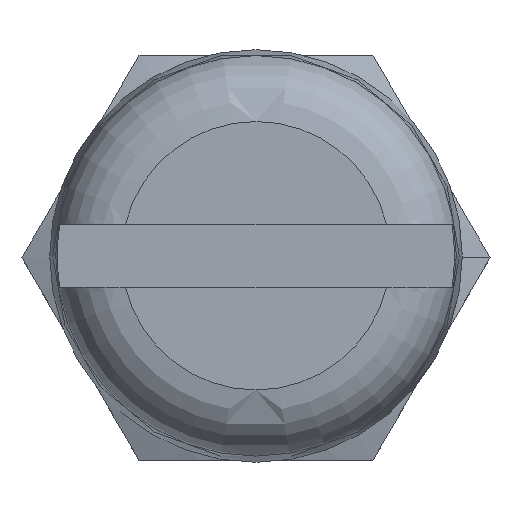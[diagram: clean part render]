
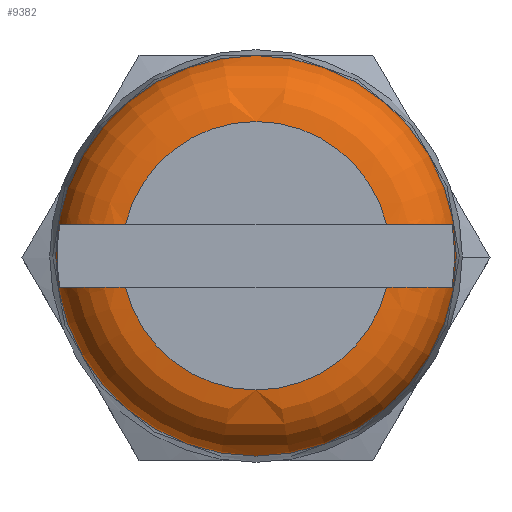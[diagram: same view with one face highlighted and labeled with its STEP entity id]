
A CAD part, top view. The second image highlights one B-rep face of the part: STEP entity #9382.
In plain terms, the highlighted face is a revolution surface.
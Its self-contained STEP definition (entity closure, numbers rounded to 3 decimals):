
#9361 = EDGE_CURVE('',#9362,#9364,#9366,.T.);
#9362 = VERTEX_POINT('',#9363);
#9363 = CARTESIAN_POINT('',(1.77,0.43,13.));
#9364 = VERTEX_POINT('',#9365);
#9365 = CARTESIAN_POINT('',(-1.77,0.43,13.));
#9366 = CIRCLE('',#9367,1.821);
#9367 = AXIS2_PLACEMENT_3D('',#9368,#9369,#9370);
#9368 = CARTESIAN_POINT('',(0.,0.,13.));
#9369 = DIRECTION('',(0.,0.,1.));
#9370 = DIRECTION('',(1.,0.,-0.));
#9382 = ADVANCED_FACE('',(#9383),#9529,.F.);
#9383 = FACE_BOUND('',#9384,.F.);
#9384 = EDGE_LOOP('',(#9385,#9407,#9408,#9430,#9441,#9463,#9472,#9494,
    #9504,#9513,#9520,#9521));
#9385 = ORIENTED_EDGE('',*,*,#9386,.F.);
#9386 = EDGE_CURVE('',#9362,#9387,#9389,.T.);
#9387 = VERTEX_POINT('',#9388);
#9388 = CARTESIAN_POINT('',(2.664,0.43,12.3));
#9389 = B_SPLINE_CURVE_WITH_KNOTS('',6,(#9390,#9391,#9392,#9393,#9394,
    #9395,#9396,#9397,#9398,#9399,#9400,#9401,#9402,#9403,#9404,#9405,
    #9406),.UNSPECIFIED.,.F.,.F.,(7,5,5,7),(0.,0.296,
    0.526,1.),.UNSPECIFIED.);
#9390 = CARTESIAN_POINT('',(1.77,0.43,13.));
#9391 = CARTESIAN_POINT('',(1.831,0.43,13.));
#9392 = CARTESIAN_POINT('',(1.892,0.43,12.995));
#9393 = CARTESIAN_POINT('',(1.952,0.43,12.986));
#9394 = CARTESIAN_POINT('',(2.011,0.43,12.972));
#9395 = CARTESIAN_POINT('',(2.069,0.43,12.953));
#9396 = CARTESIAN_POINT('',(2.169,0.43,12.912));
#9397 = CARTESIAN_POINT('',(2.212,0.43,12.892));
#9398 = CARTESIAN_POINT('',(2.253,0.43,12.869));
#9399 = CARTESIAN_POINT('',(2.293,0.43,12.843));
#9400 = CARTESIAN_POINT('',(2.33,0.43,12.815));
#9401 = CARTESIAN_POINT('',(2.441,0.43,12.723));
#9402 = CARTESIAN_POINT('',(2.507,0.43,12.651));
#9403 = CARTESIAN_POINT('',(2.563,0.43,12.571));
#9404 = CARTESIAN_POINT('',(2.609,0.43,12.485));
#9405 = CARTESIAN_POINT('',(2.643,0.43,12.394));
#9406 = CARTESIAN_POINT('',(2.664,0.43,12.3));
#9407 = ORIENTED_EDGE('',*,*,#9361,.T.);
#9408 = ORIENTED_EDGE('',*,*,#9409,.T.);
#9409 = EDGE_CURVE('',#9364,#9410,#9412,.T.);
#9410 = VERTEX_POINT('',#9411);
#9411 = CARTESIAN_POINT('',(-2.664,0.43,12.3));
#9412 = B_SPLINE_CURVE_WITH_KNOTS('',6,(#9413,#9414,#9415,#9416,#9417,
    #9418,#9419,#9420,#9421,#9422,#9423,#9424,#9425,#9426,#9427,#9428,
    #9429),.UNSPECIFIED.,.F.,.F.,(7,5,5,7),(0.,0.296,
    0.526,1.),.UNSPECIFIED.);
#9413 = CARTESIAN_POINT('',(-1.77,0.43,13.));
#9414 = CARTESIAN_POINT('',(-1.831,0.43,13.));
#9415 = CARTESIAN_POINT('',(-1.892,0.43,12.995));
#9416 = CARTESIAN_POINT('',(-1.952,0.43,12.986));
#9417 = CARTESIAN_POINT('',(-2.011,0.43,12.972));
#9418 = CARTESIAN_POINT('',(-2.069,0.43,12.953));
#9419 = CARTESIAN_POINT('',(-2.169,0.43,12.912));
#9420 = CARTESIAN_POINT('',(-2.212,0.43,12.892));
#9421 = CARTESIAN_POINT('',(-2.253,0.43,12.869));
#9422 = CARTESIAN_POINT('',(-2.293,0.43,12.843));
#9423 = CARTESIAN_POINT('',(-2.33,0.43,12.815));
#9424 = CARTESIAN_POINT('',(-2.441,0.43,12.723));
#9425 = CARTESIAN_POINT('',(-2.507,0.43,12.651));
#9426 = CARTESIAN_POINT('',(-2.563,0.43,12.571));
#9427 = CARTESIAN_POINT('',(-2.609,0.43,12.485));
#9428 = CARTESIAN_POINT('',(-2.643,0.43,12.394));
#9429 = CARTESIAN_POINT('',(-2.664,0.43,12.3));
#9430 = ORIENTED_EDGE('',*,*,#9431,.F.);
#9431 = EDGE_CURVE('',#9432,#9410,#9434,.T.);
#9432 = VERTEX_POINT('',#9433);
#9433 = CARTESIAN_POINT('',(-2.664,-0.43,12.3));
#9434 = B_SPLINE_CURVE_WITH_KNOTS('',5,(#9435,#9436,#9437,#9438,#9439,
    #9440),.UNSPECIFIED.,.F.,.F.,(6,6),(0.,1.),
  .PIECEWISE_BEZIER_KNOTS.);
#9435 = CARTESIAN_POINT('',(-2.664,-0.43,12.3));
#9436 = CARTESIAN_POINT('',(-2.692,-0.259,12.3));
#9437 = CARTESIAN_POINT('',(-2.706,-0.087,12.3));
#9438 = CARTESIAN_POINT('',(-2.706,0.087,12.3));
#9439 = CARTESIAN_POINT('',(-2.692,0.259,12.3));
#9440 = CARTESIAN_POINT('',(-2.664,0.43,12.3));
#9441 = ORIENTED_EDGE('',*,*,#9442,.F.);
#9442 = EDGE_CURVE('',#9443,#9432,#9445,.T.);
#9443 = VERTEX_POINT('',#9444);
#9444 = CARTESIAN_POINT('',(-1.77,-0.43,13.));
#9445 = B_SPLINE_CURVE_WITH_KNOTS('',6,(#9446,#9447,#9448,#9449,#9450,
    #9451,#9452,#9453,#9454,#9455,#9456,#9457,#9458,#9459,#9460,#9461,
    #9462),.UNSPECIFIED.,.F.,.F.,(7,5,5,7),(0.,0.296,
    0.526,1.),.UNSPECIFIED.);
#9446 = CARTESIAN_POINT('',(-1.77,-0.43,13.));
#9447 = CARTESIAN_POINT('',(-1.831,-0.43,13.));
#9448 = CARTESIAN_POINT('',(-1.892,-0.43,12.995));
#9449 = CARTESIAN_POINT('',(-1.952,-0.43,12.986));
#9450 = CARTESIAN_POINT('',(-2.011,-0.43,12.972));
#9451 = CARTESIAN_POINT('',(-2.069,-0.43,12.953));
#9452 = CARTESIAN_POINT('',(-2.169,-0.43,12.912));
#9453 = CARTESIAN_POINT('',(-2.212,-0.43,12.892));
#9454 = CARTESIAN_POINT('',(-2.253,-0.43,12.869));
#9455 = CARTESIAN_POINT('',(-2.293,-0.43,12.843));
#9456 = CARTESIAN_POINT('',(-2.33,-0.43,12.815));
#9457 = CARTESIAN_POINT('',(-2.441,-0.43,12.723));
#9458 = CARTESIAN_POINT('',(-2.507,-0.43,12.651));
#9459 = CARTESIAN_POINT('',(-2.563,-0.43,12.571));
#9460 = CARTESIAN_POINT('',(-2.609,-0.43,12.485));
#9461 = CARTESIAN_POINT('',(-2.643,-0.43,12.394));
#9462 = CARTESIAN_POINT('',(-2.664,-0.43,12.3));
#9463 = ORIENTED_EDGE('',*,*,#9464,.T.);
#9464 = EDGE_CURVE('',#9443,#9465,#9467,.T.);
#9465 = VERTEX_POINT('',#9466);
#9466 = CARTESIAN_POINT('',(1.77,-0.43,13.));
#9467 = CIRCLE('',#9468,1.821);
#9468 = AXIS2_PLACEMENT_3D('',#9469,#9470,#9471);
#9469 = CARTESIAN_POINT('',(0.,0.,13.));
#9470 = DIRECTION('',(0.,0.,1.));
#9471 = DIRECTION('',(1.,0.,-0.));
#9472 = ORIENTED_EDGE('',*,*,#9473,.T.);
#9473 = EDGE_CURVE('',#9465,#9474,#9476,.T.);
#9474 = VERTEX_POINT('',#9475);
#9475 = CARTESIAN_POINT('',(2.664,-0.43,12.3));
#9476 = B_SPLINE_CURVE_WITH_KNOTS('',6,(#9477,#9478,#9479,#9480,#9481,
    #9482,#9483,#9484,#9485,#9486,#9487,#9488,#9489,#9490,#9491,#9492,
    #9493),.UNSPECIFIED.,.F.,.F.,(7,5,5,7),(0.,0.296,
    0.526,1.),.UNSPECIFIED.);
#9477 = CARTESIAN_POINT('',(1.77,-0.43,13.));
#9478 = CARTESIAN_POINT('',(1.831,-0.43,13.));
#9479 = CARTESIAN_POINT('',(1.892,-0.43,12.995));
#9480 = CARTESIAN_POINT('',(1.952,-0.43,12.986));
#9481 = CARTESIAN_POINT('',(2.011,-0.43,12.972));
#9482 = CARTESIAN_POINT('',(2.069,-0.43,12.953));
#9483 = CARTESIAN_POINT('',(2.169,-0.43,12.912));
#9484 = CARTESIAN_POINT('',(2.212,-0.43,12.892));
#9485 = CARTESIAN_POINT('',(2.253,-0.43,12.869));
#9486 = CARTESIAN_POINT('',(2.293,-0.43,12.843));
#9487 = CARTESIAN_POINT('',(2.33,-0.43,12.815));
#9488 = CARTESIAN_POINT('',(2.441,-0.43,12.723));
#9489 = CARTESIAN_POINT('',(2.507,-0.43,12.651));
#9490 = CARTESIAN_POINT('',(2.563,-0.43,12.571));
#9491 = CARTESIAN_POINT('',(2.609,-0.43,12.485));
#9492 = CARTESIAN_POINT('',(2.643,-0.43,12.394));
#9493 = CARTESIAN_POINT('',(2.664,-0.43,12.3));
#9494 = ORIENTED_EDGE('',*,*,#9495,.F.);
#9495 = EDGE_CURVE('',#9496,#9474,#9498,.T.);
#9496 = VERTEX_POINT('',#9497);
#9497 = CARTESIAN_POINT('',(2.699,0.,12.3));
#9498 = B_SPLINE_CURVE_WITH_KNOTS('',4,(#9499,#9500,#9501,#9502,#9503),
  .UNSPECIFIED.,.F.,.F.,(5,5),(0.,1.),.PIECEWISE_BEZIER_KNOTS.);
#9499 = CARTESIAN_POINT('',(2.699,0.,12.3));
#9500 = CARTESIAN_POINT('',(2.699,-0.108,12.3));
#9501 = CARTESIAN_POINT('',(2.693,-0.216,12.3));
#9502 = CARTESIAN_POINT('',(2.681,-0.323,12.3));
#9503 = CARTESIAN_POINT('',(2.664,-0.43,12.3));
#9504 = ORIENTED_EDGE('',*,*,#9505,.T.);
#9505 = EDGE_CURVE('',#9496,#9506,#9508,.T.);
#9506 = VERTEX_POINT('',#9507);
#9507 = CARTESIAN_POINT('',(2.718,0.,12.178));
#9508 = CIRCLE('',#9509,0.9);
#9509 = AXIS2_PLACEMENT_3D('',#9510,#9511,#9512);
#9510 = CARTESIAN_POINT('',(1.821,0.,12.1));
#9511 = DIRECTION('',(-0.,1.,0.));
#9512 = DIRECTION('',(0.,0.,1.));
#9513 = ORIENTED_EDGE('',*,*,#9514,.F.);
#9514 = EDGE_CURVE('',#9506,#9506,#9515,.T.);
#9515 = CIRCLE('',#9516,2.718);
#9516 = AXIS2_PLACEMENT_3D('',#9517,#9518,#9519);
#9517 = CARTESIAN_POINT('',(0.,0.,12.178));
#9518 = DIRECTION('',(0.,0.,1.));
#9519 = DIRECTION('',(1.,0.,-0.));
#9520 = ORIENTED_EDGE('',*,*,#9505,.F.);
#9521 = ORIENTED_EDGE('',*,*,#9522,.F.);
#9522 = EDGE_CURVE('',#9387,#9496,#9523,.T.);
#9523 = B_SPLINE_CURVE_WITH_KNOTS('',4,(#9524,#9525,#9526,#9527,#9528),
  .UNSPECIFIED.,.F.,.F.,(5,5),(0.,1.),.PIECEWISE_BEZIER_KNOTS.);
#9524 = CARTESIAN_POINT('',(2.664,0.43,12.3));
#9525 = CARTESIAN_POINT('',(2.681,0.323,12.3));
#9526 = CARTESIAN_POINT('',(2.693,0.216,12.3));
#9527 = CARTESIAN_POINT('',(2.699,0.108,12.3));
#9528 = CARTESIAN_POINT('',(2.699,0.,12.3));
#9529 = SURFACE_OF_REVOLUTION('',#9530,#9535);
#9530 = CIRCLE('',#9531,0.9);
#9531 = AXIS2_PLACEMENT_3D('',#9532,#9533,#9534);
#9532 = CARTESIAN_POINT('',(1.821,0.,12.1));
#9533 = DIRECTION('',(-0.,1.,0.));
#9534 = DIRECTION('',(0.,0.,1.));
#9535 = AXIS1_PLACEMENT('',#9536,#9537);
#9536 = CARTESIAN_POINT('',(0.,0.,11.2));
#9537 = DIRECTION('',(0.,0.,1.));
